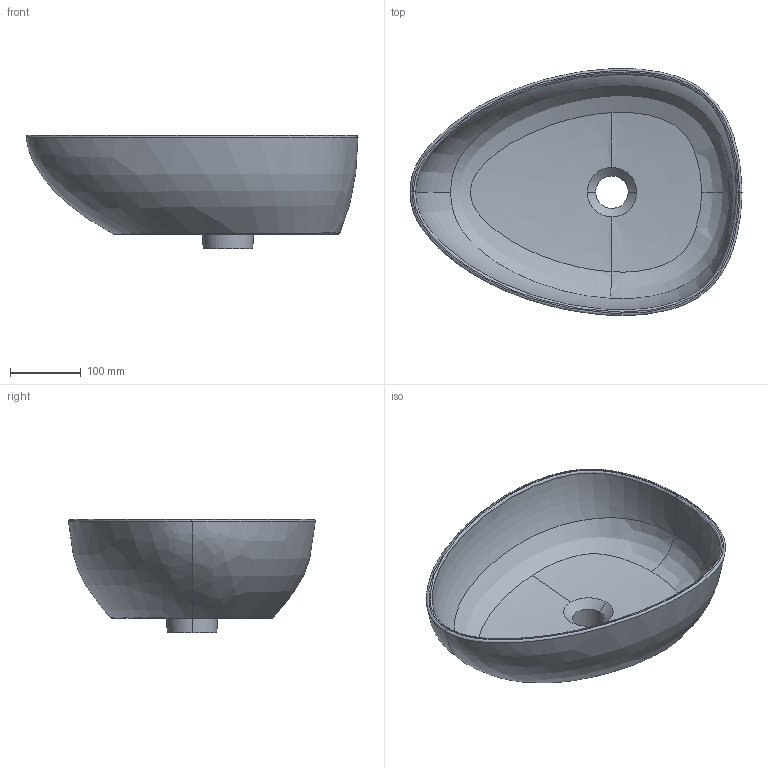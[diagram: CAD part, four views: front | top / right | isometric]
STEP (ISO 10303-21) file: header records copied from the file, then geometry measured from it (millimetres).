
FILE_DESCRIPTION(/* description */ (''),/* implementation_level */ '2;1');
FILE_NAME(/* name */ 'A053',/* time_stamp */ '2022-12-07T15:26:26+08:00',/* author */ (''),/* organization */ (''),/* preprocessor_version */ 'ST-DEVELOPER v15',/* originating_system */ '',/* authorisation */ '');
FILE_SCHEMA (('AUTOMOTIVE_DESIGN'));
Length unit declared in the file: millimetre
Products named in the file (1): Document
Bounding box: 470 x 349.63 x 160 mm (x, y, z)
Volume: 3229818.4 mm3; surface area: 471681.9 mm2
Topology: 1 solids, 1 shells, 40 faces, 94 edges, 57 vertices
Faces by surface type: bspline 36, plane 4
Entity records: 22187 total; most frequent: CARTESIAN_POINT 21658, ORIENTED_EDGE 188, EDGE_CURVE 94, VERTEX_POINT 57, EDGE_LOOP 43, ADVANCED_FACE 40, FACE_OUTER_BOUND 40, B_SPLINE_CURVE_WITH_KNOTS 17
